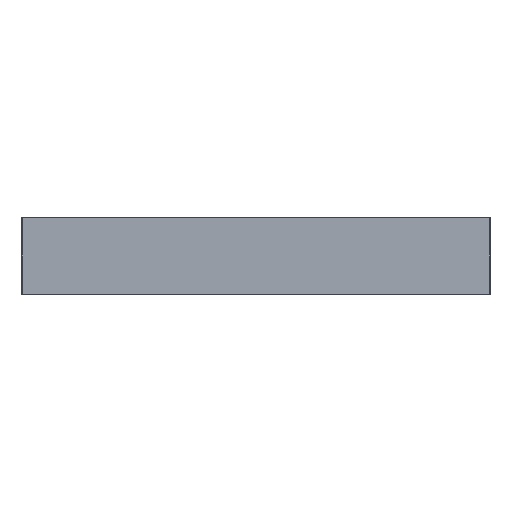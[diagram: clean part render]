
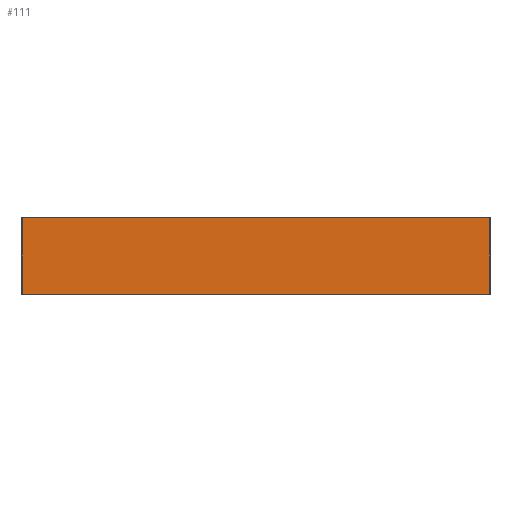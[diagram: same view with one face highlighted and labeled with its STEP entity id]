
A CAD part, front view. The second image highlights one B-rep face of the part: STEP entity #111.
In plain terms, the highlighted planar face has unit normal (0, -1, 0).
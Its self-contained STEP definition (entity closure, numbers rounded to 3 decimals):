
#55 = VECTOR ( 'NONE', #64, 1000. ) ;
#64 = DIRECTION ( 'NONE',  ( 0., 0., -1. ) ) ;
#105 = CARTESIAN_POINT ( 'NONE',  ( -477., -633.5, 157. ) ) ;
#111 = ADVANCED_FACE ( 'NONE', ( #1150 ), #664, .F. ) ;
#112 = ORIENTED_EDGE ( 'NONE', *, *, #1320, .T. ) ;
#127 = ORIENTED_EDGE ( 'NONE', *, *, #1344, .F. ) ;
#192 = CARTESIAN_POINT ( 'NONE',  ( 477., -633.5, 157. ) ) ;
#201 = CARTESIAN_POINT ( 'NONE',  ( -477., -633.5, 157. ) ) ;
#282 = CARTESIAN_POINT ( 'NONE',  ( -477., -633.5, 0. ) ) ;
#369 = CARTESIAN_POINT ( 'NONE',  ( 477., -633.5, 157. ) ) ;
#450 = DIRECTION ( 'NONE',  ( 1., 0., 0. ) ) ;
#513 = LINE ( 'NONE', #201, #2024 ) ;
#519 = CARTESIAN_POINT ( 'NONE',  ( -477., -633.5, 157. ) ) ;
#574 = CARTESIAN_POINT ( 'NONE',  ( -477., -633.5, 0. ) ) ;
#615 = DIRECTION ( 'NONE',  ( 1., 0., 0. ) ) ;
#662 = DIRECTION ( 'NONE',  ( -1., 0., 0. ) ) ;
#663 = LINE ( 'NONE', #282, #731 ) ;
#664 = PLANE ( 'NONE',  #1131 ) ;
#693 = LINE ( 'NONE', #105, #2140 ) ;
#731 = VECTOR ( 'NONE', #450, 1000. ) ;
#905 = ORIENTED_EDGE ( 'NONE', *, *, #1628, .T. ) ;
#958 = ORIENTED_EDGE ( 'NONE', *, *, #1002, .F. ) ;
#1002 = EDGE_CURVE ( 'NONE', #1596, #2246, #1998, .T. ) ;
#1131 = AXIS2_PLACEMENT_3D ( 'NONE', #1171, #1236, #662 ) ;
#1150 = FACE_OUTER_BOUND ( 'NONE', #1809, .T. ) ;
#1171 = CARTESIAN_POINT ( 'NONE',  ( -477., -633.5, 157. ) ) ;
#1236 = DIRECTION ( 'NONE',  ( 0., 1., 0. ) ) ;
#1300 = CARTESIAN_POINT ( 'NONE',  ( 477., -633.5, 0. ) ) ;
#1320 = EDGE_CURVE ( 'NONE', #1403, #2246, #663, .T. ) ;
#1344 = EDGE_CURVE ( 'NONE', #1558, #1596, #693, .T. ) ;
#1403 = VERTEX_POINT ( 'NONE', #574 ) ;
#1558 = VERTEX_POINT ( 'NONE', #519 ) ;
#1596 = VERTEX_POINT ( 'NONE', #192 ) ;
#1628 = EDGE_CURVE ( 'NONE', #1558, #1403, #513, .T. ) ;
#1809 = EDGE_LOOP ( 'NONE', ( #112, #958, #127, #905 ) ) ;
#1926 = DIRECTION ( 'NONE',  ( 0., 0., -1. ) ) ;
#1998 = LINE ( 'NONE', #369, #55 ) ;
#2024 = VECTOR ( 'NONE', #1926, 1000. ) ;
#2140 = VECTOR ( 'NONE', #615, 1000. ) ;
#2246 = VERTEX_POINT ( 'NONE', #1300 ) ;
